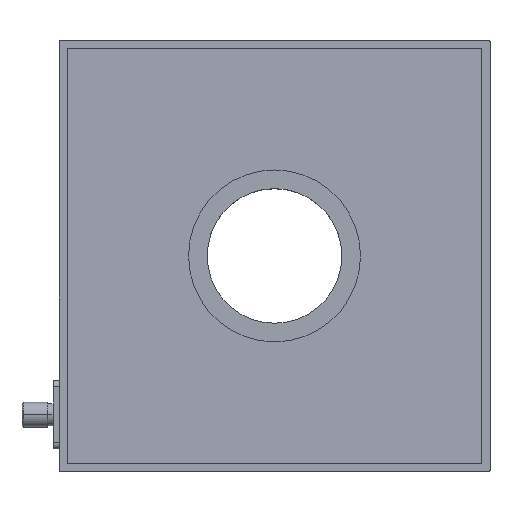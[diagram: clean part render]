
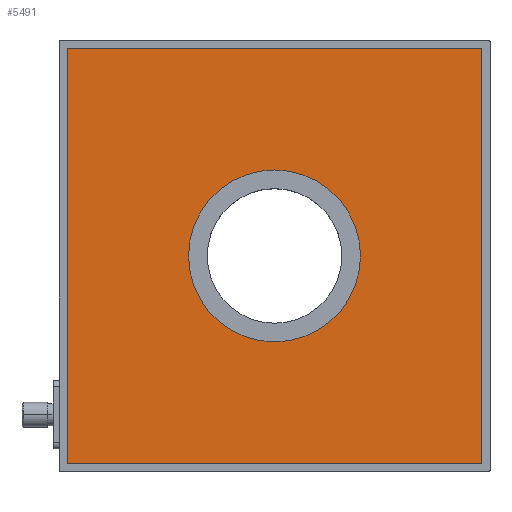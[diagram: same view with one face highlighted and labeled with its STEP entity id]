
A CAD part, top view. The second image highlights one B-rep face of the part: STEP entity #5491.
In plain terms, the highlighted planar face has unit normal (0, 0, 1).
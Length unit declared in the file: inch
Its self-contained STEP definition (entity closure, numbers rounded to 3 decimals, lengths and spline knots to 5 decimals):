
#80 = CARTESIAN_POINT ( 'NONE',  ( -0.1378, 8.0315, -0.06496 ) ) ;
#126 = LINE ( 'NONE', #80, #4367 ) ;
#140 = CARTESIAN_POINT ( 'NONE',  ( -2.44094, 4.09449, -0.06496 ) ) ;
#191 = AXIS2_PLACEMENT_3D ( 'NONE', #7247, #486, #3233 ) ;
#244 = EDGE_LOOP ( 'NONE', ( #3151, #1927, #2812, #8108 ) ) ;
#273 = EDGE_CURVE ( 'NONE', #1667, #8614, #5934, .T. ) ;
#289 = DIRECTION ( 'NONE',  ( 1., 0., 0. ) ) ;
#297 = FACE_OUTER_BOUND ( 'NONE', #244, .T. ) ;
#405 = CARTESIAN_POINT ( 'NONE',  ( -4.0748, 4.09449, -0.06496 ) ) ;
#458 = EDGE_CURVE ( 'NONE', #2341, #5241, #6017, .T. ) ;
#486 = DIRECTION ( 'NONE',  ( 0., 0., 1. ) ) ;
#519 = LINE ( 'NONE', #2555, #6574 ) ;
#1168 = CARTESIAN_POINT ( 'NONE',  ( -0.1378, 0.15748, -0.06496 ) ) ;
#1176 = VERTEX_POINT ( 'NONE', #3158 ) ;
#1667 = VERTEX_POINT ( 'NONE', #2274 ) ;
#1789 = LINE ( 'NONE', #3176, #4509 ) ;
#1861 = DIRECTION ( 'NONE',  ( 1., 0., 0. ) ) ;
#1927 = ORIENTED_EDGE ( 'NONE', *, *, #8923, .T. ) ;
#2274 = CARTESIAN_POINT ( 'NONE',  ( -8.01181, 8.0315, -0.06496 ) ) ;
#2341 = VERTEX_POINT ( 'NONE', #5829 ) ;
#2555 = CARTESIAN_POINT ( 'NONE',  ( -8.01181, 8.0315, -0.06496 ) ) ;
#2812 = ORIENTED_EDGE ( 'NONE', *, *, #273, .T. ) ;
#3043 = PLANE ( 'NONE',  #191 ) ;
#3109 = CARTESIAN_POINT ( 'NONE',  ( -8.01181, 0.15748, -0.06496 ) ) ;
#3151 = ORIENTED_EDGE ( 'NONE', *, *, #5943, .T. ) ;
#3158 = CARTESIAN_POINT ( 'NONE',  ( -0.1378, 8.0315, -0.06496 ) ) ;
#3176 = CARTESIAN_POINT ( 'NONE',  ( -8.01181, 0.15748, -0.06496 ) ) ;
#3233 = DIRECTION ( 'NONE',  ( -1., 0., 0. ) ) ;
#4367 = VECTOR ( 'NONE', #7664, 39.37008 ) ;
#4485 = FACE_BOUND ( 'NONE', #8740, .T. ) ;
#4489 = DIRECTION ( 'NONE',  ( 0., -1., 0. ) ) ;
#4509 = VECTOR ( 'NONE', #289, 39.37008 ) ;
#5173 = EDGE_CURVE ( 'NONE', #8614, #5484, #1789, .T. ) ;
#5241 = VERTEX_POINT ( 'NONE', #140 ) ;
#5266 = DIRECTION ( 'NONE',  ( 0., 0., -1. ) ) ;
#5410 = AXIS2_PLACEMENT_3D ( 'NONE', #405, #5266, #1861 ) ;
#5484 = VERTEX_POINT ( 'NONE', #1168 ) ;
#5491 = ADVANCED_FACE ( 'NONE', ( #297, #4485 ), #3043, .T. ) ;
#5829 = CARTESIAN_POINT ( 'NONE',  ( -5.70866, 4.09449, -0.06496 ) ) ;
#5934 = LINE ( 'NONE', #6573, #6885 ) ;
#5943 = EDGE_CURVE ( 'NONE', #5484, #1176, #126, .T. ) ;
#6017 = CIRCLE ( 'NONE', #6443, 1.63386 ) ;
#6186 = DIRECTION ( 'NONE',  ( 0., 0., -1. ) ) ;
#6443 = AXIS2_PLACEMENT_3D ( 'NONE', #7690, #6186, #6967 ) ;
#6573 = CARTESIAN_POINT ( 'NONE',  ( -8.01181, 8.0315, -0.06496 ) ) ;
#6574 = VECTOR ( 'NONE', #8105, 39.37008 ) ;
#6583 = ORIENTED_EDGE ( 'NONE', *, *, #458, .T. ) ;
#6885 = VECTOR ( 'NONE', #4489, 39.37008 ) ;
#6967 = DIRECTION ( 'NONE',  ( 1., 0., 0. ) ) ;
#7077 = ORIENTED_EDGE ( 'NONE', *, *, #7418, .T. ) ;
#7247 = CARTESIAN_POINT ( 'NONE',  ( -8.01181, 8.0315, -0.06496 ) ) ;
#7418 = EDGE_CURVE ( 'NONE', #5241, #2341, #7867, .T. ) ;
#7664 = DIRECTION ( 'NONE',  ( 0., 1., 0. ) ) ;
#7690 = CARTESIAN_POINT ( 'NONE',  ( -4.0748, 4.09449, -0.06496 ) ) ;
#7867 = CIRCLE ( 'NONE', #5410, 1.63386 ) ;
#8105 = DIRECTION ( 'NONE',  ( -1., 0., 0. ) ) ;
#8108 = ORIENTED_EDGE ( 'NONE', *, *, #5173, .T. ) ;
#8614 = VERTEX_POINT ( 'NONE', #3109 ) ;
#8740 = EDGE_LOOP ( 'NONE', ( #6583, #7077 ) ) ;
#8923 = EDGE_CURVE ( 'NONE', #1176, #1667, #519, .T. ) ;
